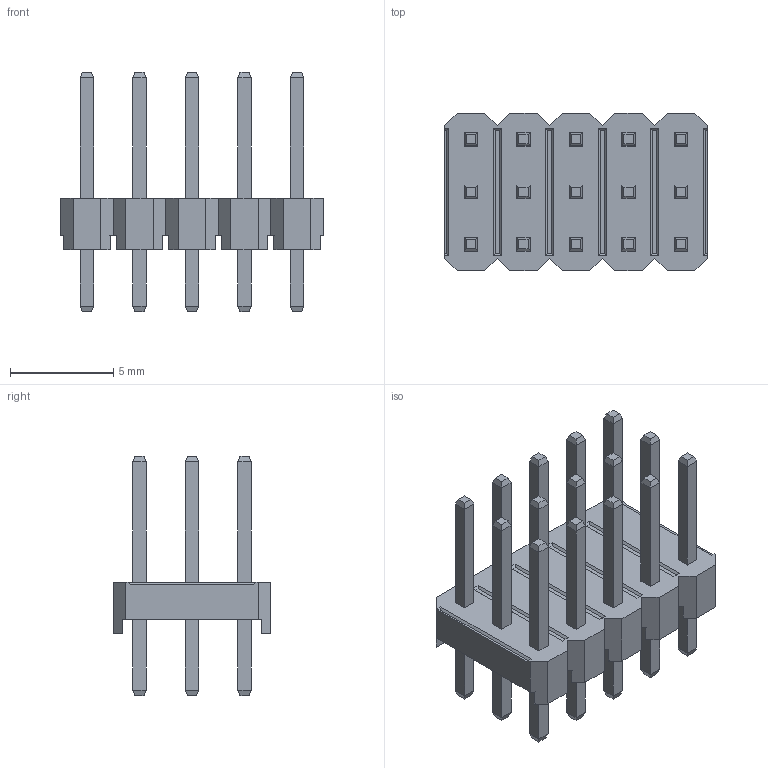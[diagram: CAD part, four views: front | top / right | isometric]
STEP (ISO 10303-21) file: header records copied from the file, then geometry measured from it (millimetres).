
FILE_DESCRIPTION(('FreeCAD Model'),'2;1');
FILE_NAME('PLT (DS1021 CONNFLY).step', '2021-03-15T14:13:24',('kicad StepUp'),('ksu MCAD'), 'Open CASCADE STEP processor 7.3','FreeCAD','Unknown');
FILE_SCHEMA(('AUTOMOTIVE_DESIGN { 1 0 10303 214 1 1 1 1 }'));
Length unit declared in the file: millimetre
Products named in the file (1): PLT_(DS1021_CONNFLY)
Bounding box: 12.7 x 7.62 x 11.6 mm (x, y, z)
Volume: 231.7 mm3; surface area: 667.2 mm2
Topology: 1 solids, 1 shells, 352 faces, 828 edges, 512 vertices
Faces by surface type: plane 352
Entity records: 12189 total; most frequent: CARTESIAN_POINT 1693, ORIENTED_EDGE 1656, DIRECTION 1534, EDGE_CURVE 828, LINE 828, VECTOR 828, VERTEX_POINT 512, FACE_BOUND 386
